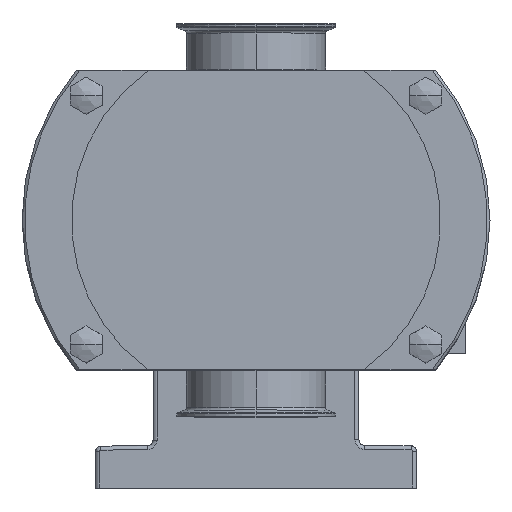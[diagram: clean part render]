
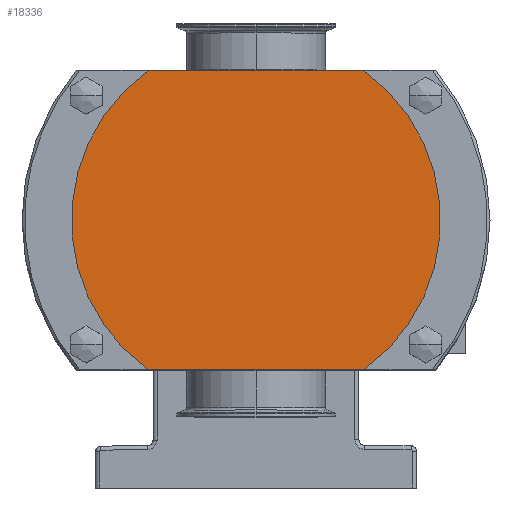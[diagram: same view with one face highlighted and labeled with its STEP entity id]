
A CAD part, top view. The second image highlights one B-rep face of the part: STEP entity #18336.
In plain terms, the highlighted planar face has unit normal (0, 0, 1).
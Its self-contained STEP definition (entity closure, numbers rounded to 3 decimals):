
#3234=CARTESIAN_POINT('',(0.,0.,166.535));
#3235=DIRECTION('',(0.,0.,1.));
#3236=DIRECTION('',(-0.584,0.812,0.));
#3237=AXIS2_PLACEMENT_3D('',#3234,#3235,#3236);
#3239=DIRECTION('',(-1.,0.,0.));
#3240=VECTOR('',#3239,161.245);
#3241=CARTESIAN_POINT('',(80.623,112.,166.535));
#3242=LINE('',#3241,#3240);
#3243=CARTESIAN_POINT('',(0.,0.,166.535));
#3244=DIRECTION('',(0.,0.,1.));
#3245=DIRECTION('',(0.584,-0.812,0.));
#3246=AXIS2_PLACEMENT_3D('',#3243,#3244,#3245);
#3248=DIRECTION('',(1.,0.,0.));
#3249=VECTOR('',#3248,161.245);
#3250=CARTESIAN_POINT('',(-80.623,-112.,166.535));
#3251=LINE('',#3250,#3249);
#14073=CARTESIAN_POINT('',(-80.623,112.,166.535));
#14074=CARTESIAN_POINT('',(-80.623,-112.,166.535));
#14075=VERTEX_POINT('',#14073);
#14076=VERTEX_POINT('',#14074);
#14077=CARTESIAN_POINT('',(80.623,-112.,166.535));
#14078=CARTESIAN_POINT('',(80.623,112.,166.535));
#14079=VERTEX_POINT('',#14077);
#14080=VERTEX_POINT('',#14078);
#18324=CARTESIAN_POINT('',(0.,0.,166.535));
#18325=DIRECTION('',(0.,0.,1.));
#18326=DIRECTION('',(0.,1.,0.));
#18327=AXIS2_PLACEMENT_3D('',#18324,#18325,#18326);
#18328=PLANE('',#18327);
#18330=ORIENTED_EDGE('',*,*,#18329,.F.);
#18331=ORIENTED_EDGE('',*,*,#18206,.F.);
#18332=ORIENTED_EDGE('',*,*,#18316,.F.);
#18333=ORIENTED_EDGE('',*,*,#18130,.F.);
#18334=EDGE_LOOP('',(#18330,#18331,#18332,#18333));
#18335=FACE_OUTER_BOUND('',#18334,.F.);
#18336=ADVANCED_FACE('',(#18335),#18328,.T.);
#3238=CIRCLE('',#3237,138.);
#3247=CIRCLE('',#3246,138.);
#18130=EDGE_CURVE('',#14076,#14079,#3251,.T.);
#18206=EDGE_CURVE('',#14080,#14075,#3242,.T.);
#18316=EDGE_CURVE('',#14079,#14080,#3247,.T.);
#18329=EDGE_CURVE('',#14075,#14076,#3238,.T.);
